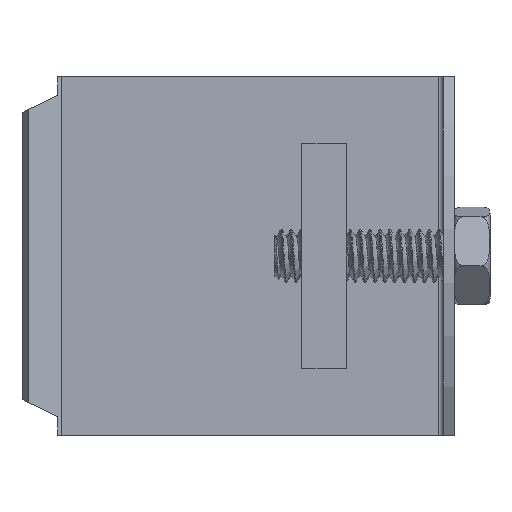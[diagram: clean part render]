
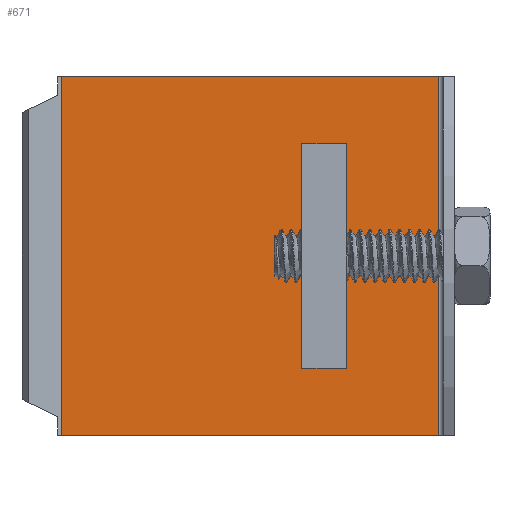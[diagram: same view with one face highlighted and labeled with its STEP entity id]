
A CAD part, left-side view. The second image highlights one B-rep face of the part: STEP entity #671.
In plain terms, the highlighted planar face has unit normal (-1, 0, 0).
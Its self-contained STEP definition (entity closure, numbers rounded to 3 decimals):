
#104=FACE_OUTER_BOUND('',#147,.T.);
#147=EDGE_LOOP('',(#499,#500,#501,#502));
#203=LINE('',#1052,#258);
#209=LINE('',#1065,#264);
#210=LINE('',#1068,#265);
#211=LINE('',#1069,#266);
#258=VECTOR('',#861,10.);
#264=VECTOR('',#875,10.);
#265=VECTOR('',#878,10.);
#266=VECTOR('',#879,10.);
#312=VERTEX_POINT('',#1049);
#313=VERTEX_POINT('',#1051);
#316=VERTEX_POINT('',#1063);
#317=VERTEX_POINT('',#1067);
#382=EDGE_CURVE('',#313,#312,#203,.T.);
#389=EDGE_CURVE('',#312,#316,#209,.T.);
#390=EDGE_CURVE('',#316,#317,#210,.T.);
#391=EDGE_CURVE('',#313,#317,#211,.T.);
#499=ORIENTED_EDGE('',*,*,#390,.T.);
#500=ORIENTED_EDGE('',*,*,#391,.F.);
#501=ORIENTED_EDGE('',*,*,#382,.T.);
#502=ORIENTED_EDGE('',*,*,#389,.T.);
#639=PLANE('',#761);
#671=ADVANCED_FACE('',(#104),#639,.T.);
#761=AXIS2_PLACEMENT_3D('',#1066,#876,#877);
#861=DIRECTION('',(0.,-1.,0.));
#875=DIRECTION('',(0.,0.,1.));
#876=DIRECTION('center_axis',(-1.,0.,0.));
#877=DIRECTION('ref_axis',(0.,0.,1.));
#878=DIRECTION('',(0.,1.,0.));
#879=DIRECTION('',(0.,0.,1.));
#1049=CARTESIAN_POINT('',(18.8,-1.5,0.));
#1051=CARTESIAN_POINT('',(18.8,40.587,0.));
#1052=CARTESIAN_POINT('',(18.8,40.587,0.));
#1063=CARTESIAN_POINT('',(18.8,-1.5,40.));
#1065=CARTESIAN_POINT('',(18.8,-1.5,0.));
#1066=CARTESIAN_POINT('Origin',(18.8,-1.5,0.));
#1067=CARTESIAN_POINT('',(18.8,40.587,40.));
#1068=CARTESIAN_POINT('',(18.8,40.587,40.));
#1069=CARTESIAN_POINT('',(18.8,40.587,0.));
